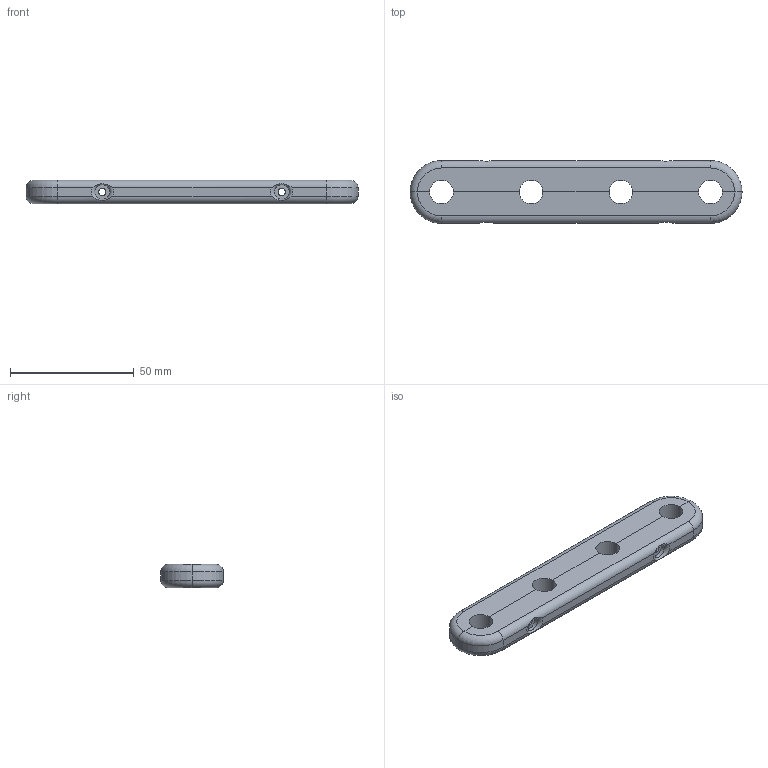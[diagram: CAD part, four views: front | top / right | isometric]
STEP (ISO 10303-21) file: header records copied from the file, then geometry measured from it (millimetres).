
FILE_DESCRIPTION(/* description */ (''),/* implementation_level */ '2;1');
FILE_NAME(/* name */ 'Coil Support Small.step',/* time_stamp */ '2024-06-01T19:20:57-04:00',/* author */ (''),/* organization */ (''),/* preprocessor_version */ 'ST-DEVELOPER v20',/* originating_system */ 'Autodesk Translation Framework v13.14.0.145',/* authorisation */ '');
FILE_SCHEMA (('AUTOMOTIVE_DESIGN { 1 0 10303 214 3 1 1 }'));
Length unit declared in the file: millimetre
Products named in the file (1): FusionComponent
Bounding box: 134.26 x 25.4 x 9.4 mm (x, y, z)
Volume: 26323.6 mm3; surface area: 11416.7 mm2
Topology: 2 solids, 2 shells, 68 faces, 184 edges, 120 vertices
Faces by surface type: plane 36, cylinder 22, torus 10
Full cylindrical faces by diameter (mm): 3 x4, 6 x2
Entity records: 2290 total; most frequent: CARTESIAN_POINT 459, DIRECTION 400, ORIENTED_EDGE 368, EDGE_CURVE 184, AXIS2_PLACEMENT_3D 153, VERTEX_POINT 120, LINE 94, VECTOR 94
